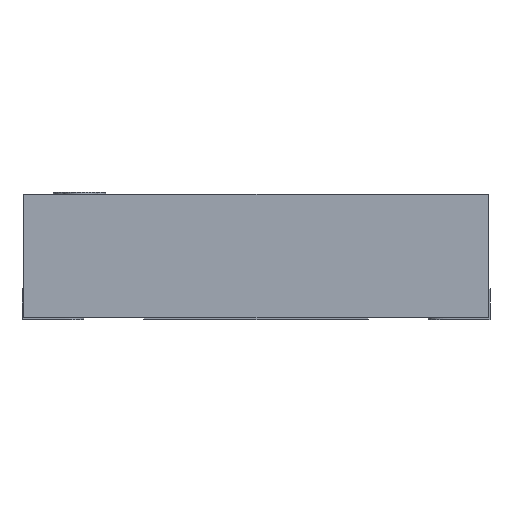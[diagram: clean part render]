
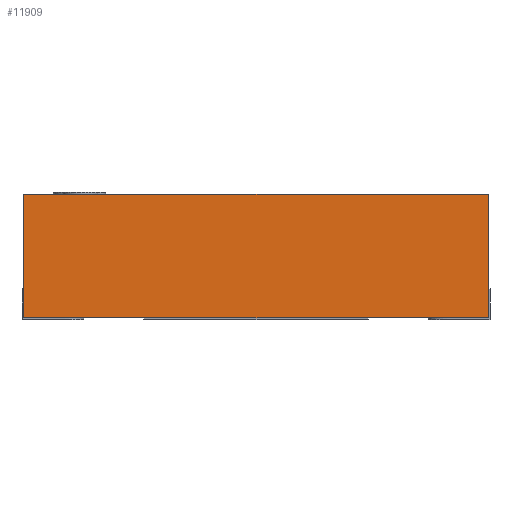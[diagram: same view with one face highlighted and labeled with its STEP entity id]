
A CAD part, left-side view. The second image highlights one B-rep face of the part: STEP entity #11909.
In plain terms, the highlighted planar face has unit normal (-1, 0, 0).
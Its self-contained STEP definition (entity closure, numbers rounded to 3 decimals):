
#330 = VERTEX_POINT ( 'NONE', #10242 ) ;
#770 = DIRECTION ( 'NONE',  ( 0., 0., -1. ) ) ;
#1480 = DIRECTION ( 'NONE',  ( 0., -1., 0. ) ) ;
#3738 = DIRECTION ( 'NONE',  ( 0., -1., 0. ) ) ;
#3853 = CARTESIAN_POINT ( 'NONE',  ( -1.5, -1.5, 0.81 ) ) ;
#4356 = VECTOR ( 'NONE', #1480, 1000. ) ;
#4540 = LINE ( 'NONE', #13148, #4356 ) ;
#5872 = CARTESIAN_POINT ( 'NONE',  ( -1.5, 1.5, 0.81 ) ) ;
#6143 = VECTOR ( 'NONE', #3738, 1000. ) ;
#6238 = FACE_OUTER_BOUND ( 'NONE', #21721, .T. ) ;
#8235 = CARTESIAN_POINT ( 'NONE',  ( -1.5, 1.5, 0.01 ) ) ;
#8485 = DIRECTION ( 'NONE',  ( 0., 0., -1. ) ) ;
#8992 = ORIENTED_EDGE ( 'NONE', *, *, #18259, .T. ) ;
#10242 = CARTESIAN_POINT ( 'NONE',  ( -1.5, 1.5, 0.81 ) ) ;
#10932 = ORIENTED_EDGE ( 'NONE', *, *, #17601, .T. ) ;
#11890 = CARTESIAN_POINT ( 'NONE',  ( -1.5, -1.5, 0.81 ) ) ;
#11909 = ADVANCED_FACE ( 'NONE', ( #6238 ), #13598, .F. ) ;
#12562 = LINE ( 'NONE', #19176, #6143 ) ;
#12841 = VECTOR ( 'NONE', #8485, 1000. ) ;
#13148 = CARTESIAN_POINT ( 'NONE',  ( -1.5, -1.5, 0.01 ) ) ;
#13168 = LINE ( 'NONE', #11890, #12841 ) ;
#13590 = CARTESIAN_POINT ( 'NONE',  ( -1.5, -1.5, 0.01 ) ) ;
#13598 = PLANE ( 'NONE',  #20241 ) ;
#15539 = EDGE_CURVE ( 'NONE', #330, #21516, #12562, .T. ) ;
#16281 = LINE ( 'NONE', #5872, #21588 ) ;
#16646 = DIRECTION ( 'NONE',  ( 0., 0., -1. ) ) ;
#17490 = ORIENTED_EDGE ( 'NONE', *, *, #20111, .F. ) ;
#17601 = EDGE_CURVE ( 'NONE', #330, #17643, #16281, .T. ) ;
#17643 = VERTEX_POINT ( 'NONE', #8235 ) ;
#18259 = EDGE_CURVE ( 'NONE', #17643, #21372, #4540, .T. ) ;
#18640 = DIRECTION ( 'NONE',  ( 1., 0., 0. ) ) ;
#18821 = ORIENTED_EDGE ( 'NONE', *, *, #15539, .F. ) ;
#19176 = CARTESIAN_POINT ( 'NONE',  ( -1.5, -1.5, 0.81 ) ) ;
#20111 = EDGE_CURVE ( 'NONE', #21516, #21372, #13168, .T. ) ;
#20241 = AXIS2_PLACEMENT_3D ( 'NONE', #20432, #18640, #16646 ) ;
#20432 = CARTESIAN_POINT ( 'NONE',  ( -1.5, -1.5, 0.81 ) ) ;
#21372 = VERTEX_POINT ( 'NONE', #13590 ) ;
#21516 = VERTEX_POINT ( 'NONE', #3853 ) ;
#21588 = VECTOR ( 'NONE', #770, 1000. ) ;
#21721 = EDGE_LOOP ( 'NONE', ( #8992, #17490, #18821, #10932 ) ) ;
